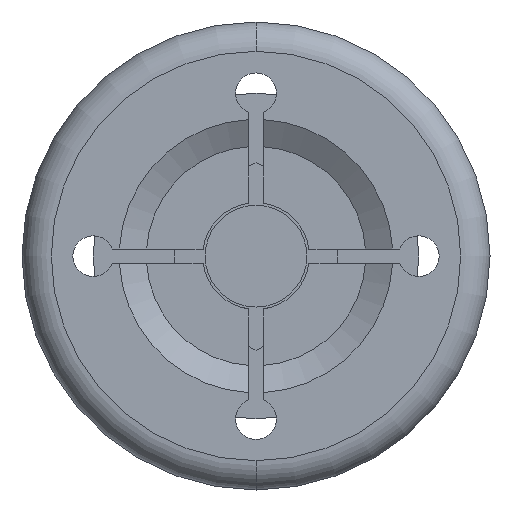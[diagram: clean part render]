
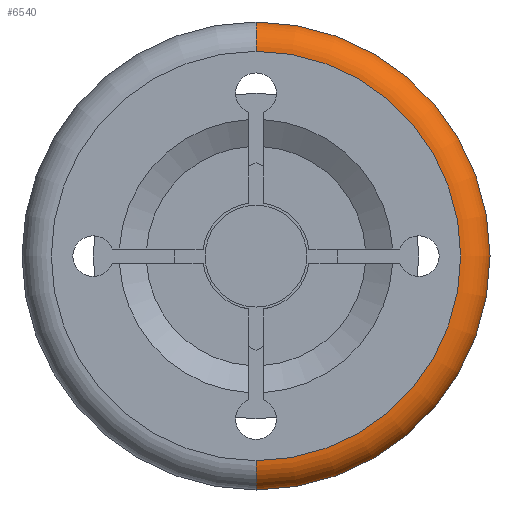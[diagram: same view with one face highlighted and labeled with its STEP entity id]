
A CAD part, front view. The second image highlights one B-rep face of the part: STEP entity #6540.
In plain terms, the highlighted toroidal (fillet/blend) face has major radius 15.964 mm and minor radius 2.286 mm.
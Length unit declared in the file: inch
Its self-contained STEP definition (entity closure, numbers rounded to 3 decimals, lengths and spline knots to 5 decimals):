
#32 = CARTESIAN_POINT ( 'NONE',  ( 0., -1.718, 0.00051 ) ) ;
#419 = VERTEX_POINT ( 'NONE', #4605 ) ;
#858 = CARTESIAN_POINT ( 'NONE',  ( 0., -1.718, 0.71901 ) ) ;
#978 = AXIS2_PLACEMENT_3D ( 'NONE', #4172, #1058, #4676 ) ;
#996 = DIRECTION ( 'NONE',  ( 0., 1., 0. ) ) ;
#1058 = DIRECTION ( 'NONE',  ( -1., 0., 0. ) ) ;
#1086 = DIRECTION ( 'NONE',  ( 0., 0., -1. ) ) ;
#1112 = CIRCLE ( 'NONE', #2380, 0.09 ) ;
#1222 = ORIENTED_EDGE ( 'NONE', *, *, #3816, .T. ) ;
#1358 = CARTESIAN_POINT ( 'NONE',  ( 0., -1.808, 0.62901 ) ) ;
#1399 = ORIENTED_EDGE ( 'NONE', *, *, #2793, .F. ) ;
#1660 = VERTEX_POINT ( 'NONE', #1358 ) ;
#1715 = AXIS2_PLACEMENT_3D ( 'NONE', #4122, #996, #4613 ) ;
#1852 = TOROIDAL_SURFACE ( 'NONE', #3436, 0.6285, 0.09 ) ;
#1877 = ORIENTED_EDGE ( 'NONE', *, *, #6501, .F. ) ;
#1945 = FACE_OUTER_BOUND ( 'NONE', #4902, .T. ) ;
#2055 = AXIS2_PLACEMENT_3D ( 'NONE', #5166, #2131, #5704 ) ;
#2131 = DIRECTION ( 'NONE',  ( 0., -1., 0. ) ) ;
#2142 = CIRCLE ( 'NONE', #2055, 0.6285 ) ;
#2174 = CIRCLE ( 'NONE', #978, 0.09 ) ;
#2380 = AXIS2_PLACEMENT_3D ( 'NONE', #2734, #6283, #3254 ) ;
#2734 = CARTESIAN_POINT ( 'NONE',  ( 0., -1.718, 0.62901 ) ) ;
#2793 = EDGE_CURVE ( 'NONE', #4848, #419, #5189, .T. ) ;
#3254 = DIRECTION ( 'NONE',  ( 0., 0., -1. ) ) ;
#3436 = AXIS2_PLACEMENT_3D ( 'NONE', #32, #5726, #1086 ) ;
#3700 = EDGE_CURVE ( 'NONE', #419, #3882, #2174, .T. ) ;
#3811 = CARTESIAN_POINT ( 'NONE',  ( 0., -1.808, -0.62799 ) ) ;
#3816 = EDGE_CURVE ( 'NONE', #4848, #1660, #1112, .T. ) ;
#3882 = VERTEX_POINT ( 'NONE', #3811 ) ;
#4122 = CARTESIAN_POINT ( 'NONE',  ( 0., -1.718, 0.00051 ) ) ;
#4172 = CARTESIAN_POINT ( 'NONE',  ( 0., -1.718, -0.62799 ) ) ;
#4605 = CARTESIAN_POINT ( 'NONE',  ( 0., -1.718, -0.71799 ) ) ;
#4613 = DIRECTION ( 'NONE',  ( 0., 0., -1. ) ) ;
#4676 = DIRECTION ( 'NONE',  ( 0., 0., 1. ) ) ;
#4848 = VERTEX_POINT ( 'NONE', #858 ) ;
#4902 = EDGE_LOOP ( 'NONE', ( #1399, #1222, #1877, #5260 ) ) ;
#5166 = CARTESIAN_POINT ( 'NONE',  ( 0., -1.808, 0.00051 ) ) ;
#5189 = CIRCLE ( 'NONE', #1715, 0.7185 ) ;
#5260 = ORIENTED_EDGE ( 'NONE', *, *, #3700, .F. ) ;
#5704 = DIRECTION ( 'NONE',  ( 0., 0., -1. ) ) ;
#5726 = DIRECTION ( 'NONE',  ( 0., -1., 0. ) ) ;
#6283 = DIRECTION ( 'NONE',  ( 1., 0., 0. ) ) ;
#6501 = EDGE_CURVE ( 'NONE', #3882, #1660, #2142, .T. ) ;
#6540 = ADVANCED_FACE ( 'NONE', ( #1945 ), #1852, .T. ) ;
